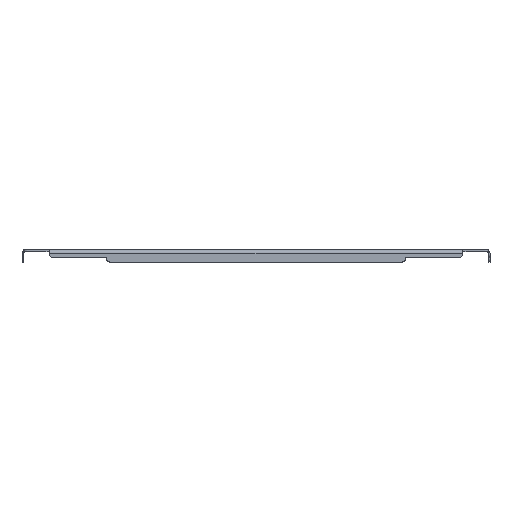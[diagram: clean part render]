
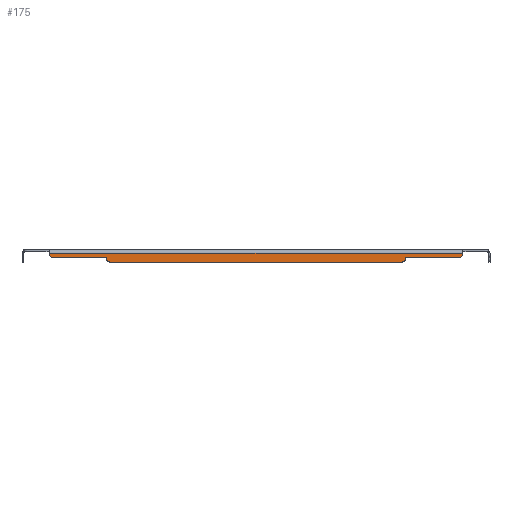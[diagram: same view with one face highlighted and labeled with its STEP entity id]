
A CAD part, front view. The second image highlights one B-rep face of the part: STEP entity #175.
In plain terms, the highlighted planar face has unit normal (0, -1, 0).
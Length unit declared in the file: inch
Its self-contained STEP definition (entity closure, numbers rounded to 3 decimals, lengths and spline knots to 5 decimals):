
#13 = ORIENTED_EDGE ( 'NONE', *, *, #463, .F. ) ;
#31 = VERTEX_POINT ( 'NONE', #2798 ) ;
#53 = CARTESIAN_POINT ( 'NONE',  ( -14.96875, -21.96875, -0.3125 ) ) ;
#72 = CARTESIAN_POINT ( 'NONE',  ( -14.71875, -21.96875, -0.3125 ) ) ;
#73 = VECTOR ( 'NONE', #725, 39.37008 ) ;
#106 = DIRECTION ( 'NONE',  ( 0., 0., 1. ) ) ;
#123 = ORIENTED_EDGE ( 'NONE', *, *, #426, .F. ) ;
#175 = ADVANCED_FACE ( 'NONE', ( #2626 ), #1255, .T. ) ;
#211 = CIRCLE ( 'NONE', #2580, 0.25 ) ;
#262 = VERTEX_POINT ( 'NONE', #1990 ) ;
#354 = ORIENTED_EDGE ( 'NONE', *, *, #2255, .F. ) ;
#366 = LINE ( 'NONE', #1988, #1241 ) ;
#399 = CARTESIAN_POINT ( 'NONE',  ( -14.96875, -21.96875, -0.237 ) ) ;
#406 = DIRECTION ( 'NONE',  ( 1., 0., 0. ) ) ;
#422 = CIRCLE ( 'NONE', #1499, 0.25 ) ;
#426 = EDGE_CURVE ( 'NONE', #1943, #705, #366, .T. ) ;
#463 = EDGE_CURVE ( 'NONE', #1902, #1943, #1720, .T. ) ;
#509 = ORIENTED_EDGE ( 'NONE', *, *, #1118, .T. ) ;
#619 = DIRECTION ( 'NONE',  ( 0., 1., 0. ) ) ;
#690 = VERTEX_POINT ( 'NONE', #1395 ) ;
#692 = VECTOR ( 'NONE', #3364, 39.37008 ) ;
#705 = VERTEX_POINT ( 'NONE', #721 ) ;
#721 = CARTESIAN_POINT ( 'NONE',  ( 14.96875, -21.96875, -0.237 ) ) ;
#725 = DIRECTION ( 'NONE',  ( 0., 0., 1. ) ) ;
#819 = DIRECTION ( 'NONE',  ( -1., 0., 0. ) ) ;
#862 = CARTESIAN_POINT ( 'NONE',  ( 10.59375, -21.96875, -0.625 ) ) ;
#889 = DIRECTION ( 'NONE',  ( 0., 0., -1. ) ) ;
#893 = AXIS2_PLACEMENT_3D ( 'NONE', #72, #2682, #3286 ) ;
#922 = DIRECTION ( 'NONE',  ( 0., 0., -1. ) ) ;
#927 = CARTESIAN_POINT ( 'NONE',  ( 12.90625, -21.96875, -0.5625 ) ) ;
#947 = CARTESIAN_POINT ( 'NONE',  ( 14.96875, -21.96875, -0.556 ) ) ;
#990 = DIRECTION ( 'NONE',  ( 0., -1., 0. ) ) ;
#1020 = VERTEX_POINT ( 'NONE', #1916 ) ;
#1102 = ORIENTED_EDGE ( 'NONE', *, *, #1338, .F. ) ;
#1118 = EDGE_CURVE ( 'NONE', #690, #1020, #3842, .T. ) ;
#1168 = ORIENTED_EDGE ( 'NONE', *, *, #3120, .F. ) ;
#1241 = VECTOR ( 'NONE', #406, 39.37008 ) ;
#1255 = PLANE ( 'NONE',  #3347 ) ;
#1338 = EDGE_CURVE ( 'NONE', #2332, #3590, #1767, .T. ) ;
#1363 = VERTEX_POINT ( 'NONE', #2123 ) ;
#1380 = VECTOR ( 'NONE', #106, 39.37008 ) ;
#1395 = CARTESIAN_POINT ( 'NONE',  ( 10.84375, -21.96875, -0.5625 ) ) ;
#1440 = CARTESIAN_POINT ( 'NONE',  ( 10.84375, -21.96875, 0. ) ) ;
#1499 = AXIS2_PLACEMENT_3D ( 'NONE', #2901, #619, #4210 ) ;
#1571 = AXIS2_PLACEMENT_3D ( 'NONE', #862, #3791, #922 ) ;
#1670 = EDGE_LOOP ( 'NONE', ( #509, #354, #1805, #123, #13, #3407, #3193, #2943, #3447, #1102, #1168, #2116 ) ) ;
#1671 = EDGE_CURVE ( 'NONE', #2282, #1363, #2691, .T. ) ;
#1680 = EDGE_CURVE ( 'NONE', #2282, #31, #2093, .T. ) ;
#1694 = LINE ( 'NONE', #1440, #73 ) ;
#1698 = CARTESIAN_POINT ( 'NONE',  ( 10.59375, -21.96875, -0.875 ) ) ;
#1717 = CARTESIAN_POINT ( 'NONE',  ( -10.59375, -21.96875, -0.625 ) ) ;
#1720 = LINE ( 'NONE', #2947, #1380 ) ;
#1767 = LINE ( 'NONE', #2403, #2948 ) ;
#1805 = ORIENTED_EDGE ( 'NONE', *, *, #2958, .F. ) ;
#1897 = EDGE_CURVE ( 'NONE', #1363, #1902, #4083, .T. ) ;
#1902 = VERTEX_POINT ( 'NONE', #53 ) ;
#1916 = CARTESIAN_POINT ( 'NONE',  ( 14.71875, -21.96875, -0.5625 ) ) ;
#1943 = VERTEX_POINT ( 'NONE', #399 ) ;
#1975 = LINE ( 'NONE', #947, #3269 ) ;
#1988 = CARTESIAN_POINT ( 'NONE',  ( 14.96875, -21.96875, -0.237 ) ) ;
#1990 = CARTESIAN_POINT ( 'NONE',  ( 14.96875, -21.96875, -0.3125 ) ) ;
#2093 = LINE ( 'NONE', #3802, #2778 ) ;
#2116 = ORIENTED_EDGE ( 'NONE', *, *, #2628, .T. ) ;
#2123 = CARTESIAN_POINT ( 'NONE',  ( -14.71875, -21.96875, -0.5625 ) ) ;
#2186 = VERTEX_POINT ( 'NONE', #3747 ) ;
#2228 = DIRECTION ( 'NONE',  ( 0., 0., -1. ) ) ;
#2244 = DIRECTION ( 'NONE',  ( 0., 0., -1. ) ) ;
#2255 = EDGE_CURVE ( 'NONE', #262, #1020, #422, .T. ) ;
#2265 = CARTESIAN_POINT ( 'NONE',  ( -10.84375, -21.96875, -0.5625 ) ) ;
#2282 = VERTEX_POINT ( 'NONE', #2265 ) ;
#2323 = DIRECTION ( 'NONE',  ( 0., 1., 0. ) ) ;
#2332 = VERTEX_POINT ( 'NONE', #1698 ) ;
#2362 = DIRECTION ( 'NONE',  ( 0., 0., -1. ) ) ;
#2378 = CIRCLE ( 'NONE', #1571, 0.25 ) ;
#2403 = CARTESIAN_POINT ( 'NONE',  ( 0., -21.96875, -0.875 ) ) ;
#2580 = AXIS2_PLACEMENT_3D ( 'NONE', #1717, #2323, #2362 ) ;
#2626 = FACE_OUTER_BOUND ( 'NONE', #1670, .T. ) ;
#2628 = EDGE_CURVE ( 'NONE', #2186, #690, #1694, .T. ) ;
#2682 = DIRECTION ( 'NONE',  ( 0., 1., 0. ) ) ;
#2691 = LINE ( 'NONE', #3033, #692 ) ;
#2697 = EDGE_CURVE ( 'NONE', #3590, #31, #211, .T. ) ;
#2778 = VECTOR ( 'NONE', #889, 39.37008 ) ;
#2798 = CARTESIAN_POINT ( 'NONE',  ( -10.84375, -21.96875, -0.625 ) ) ;
#2901 = CARTESIAN_POINT ( 'NONE',  ( 14.71875, -21.96875, -0.3125 ) ) ;
#2943 = ORIENTED_EDGE ( 'NONE', *, *, #1680, .T. ) ;
#2945 = VECTOR ( 'NONE', #3862, 39.37008 ) ;
#2947 = CARTESIAN_POINT ( 'NONE',  ( -14.96875, -21.96875, -0.556 ) ) ;
#2948 = VECTOR ( 'NONE', #819, 39.37008 ) ;
#2958 = EDGE_CURVE ( 'NONE', #705, #262, #1975, .T. ) ;
#3033 = CARTESIAN_POINT ( 'NONE',  ( -12.90625, -21.96875, -0.5625 ) ) ;
#3120 = EDGE_CURVE ( 'NONE', #2186, #2332, #2378, .T. ) ;
#3159 = CARTESIAN_POINT ( 'NONE',  ( -10.59375, -21.96875, -0.875 ) ) ;
#3193 = ORIENTED_EDGE ( 'NONE', *, *, #1671, .F. ) ;
#3269 = VECTOR ( 'NONE', #2228, 39.37008 ) ;
#3286 = DIRECTION ( 'NONE',  ( 0., 0., -1. ) ) ;
#3347 = AXIS2_PLACEMENT_3D ( 'NONE', #3579, #990, #2244 ) ;
#3364 = DIRECTION ( 'NONE',  ( -1., 0., 0. ) ) ;
#3407 = ORIENTED_EDGE ( 'NONE', *, *, #1897, .F. ) ;
#3447 = ORIENTED_EDGE ( 'NONE', *, *, #2697, .F. ) ;
#3579 = CARTESIAN_POINT ( 'NONE',  ( -16.84375, -21.96875, 0. ) ) ;
#3590 = VERTEX_POINT ( 'NONE', #3159 ) ;
#3747 = CARTESIAN_POINT ( 'NONE',  ( 10.84375, -21.96875, -0.625 ) ) ;
#3791 = DIRECTION ( 'NONE',  ( 0., 1., 0. ) ) ;
#3802 = CARTESIAN_POINT ( 'NONE',  ( -10.84375, -21.96875, 0. ) ) ;
#3842 = LINE ( 'NONE', #927, #2945 ) ;
#3862 = DIRECTION ( 'NONE',  ( 1., 0., 0. ) ) ;
#4083 = CIRCLE ( 'NONE', #893, 0.25 ) ;
#4210 = DIRECTION ( 'NONE',  ( 0., 0., -1. ) ) ;
